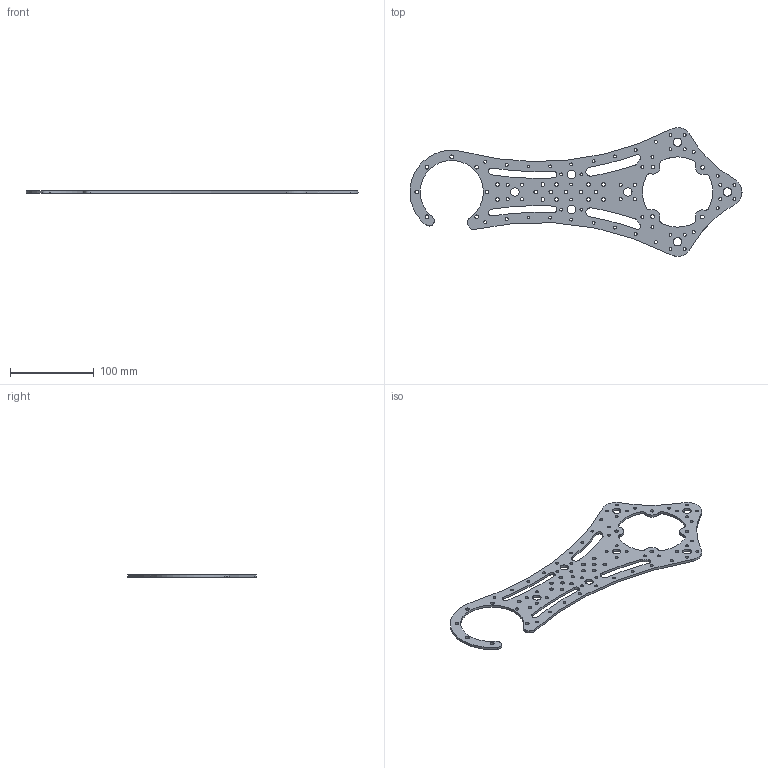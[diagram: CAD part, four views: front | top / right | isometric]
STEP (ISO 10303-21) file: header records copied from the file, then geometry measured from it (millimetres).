
FILE_DESCRIPTION(/* description */ (''),/* implementation_level */ '2;1');
FILE_NAME(/* name */ '2023.300.010 - Кронштейн ноги_v2.stp',/* time_stamp */ '2024-04-10T20:13:59+03:00',/* author */ (''),/* organization */ (''),/* preprocessor_version */ 'ST-DEVELOPER v16.7',/* originating_system */ 'SIEMENS PLM Software NX 12.0',/* authorisation */ '');
FILE_SCHEMA (('AUTOMOTIVE_DESIGN { 1 0 10303 214 3 1 1 1 }'));
Length unit declared in the file: millimetre
Products named in the file (1): 2023.300.010 - Кронштейн 
ноги_v2
Bounding box: 396.93 x 153.97 x 3 mm (x, y, z)
Volume: 63826.7 mm3; surface area: 52126 mm2
Topology: 1 solids, 1 shells, 148 faces, 438 edges, 292 vertices
Faces by surface type: cylinder 141, plane 4, extrusion 3
Full cylindrical faces by diameter (mm): 3.5 x52, 4.5 x26, 10.1 x7
Entity records: 5101 total; most frequent: DIRECTION 924, CARTESIAN_POINT 833, ORIENTED_EDGE 706, AXIS2_PLACEMENT_3D 428, EDGE_LOOP 413, EDGE_CURVE 353, FACE_BOUND 352, VERTEX_POINT 292
